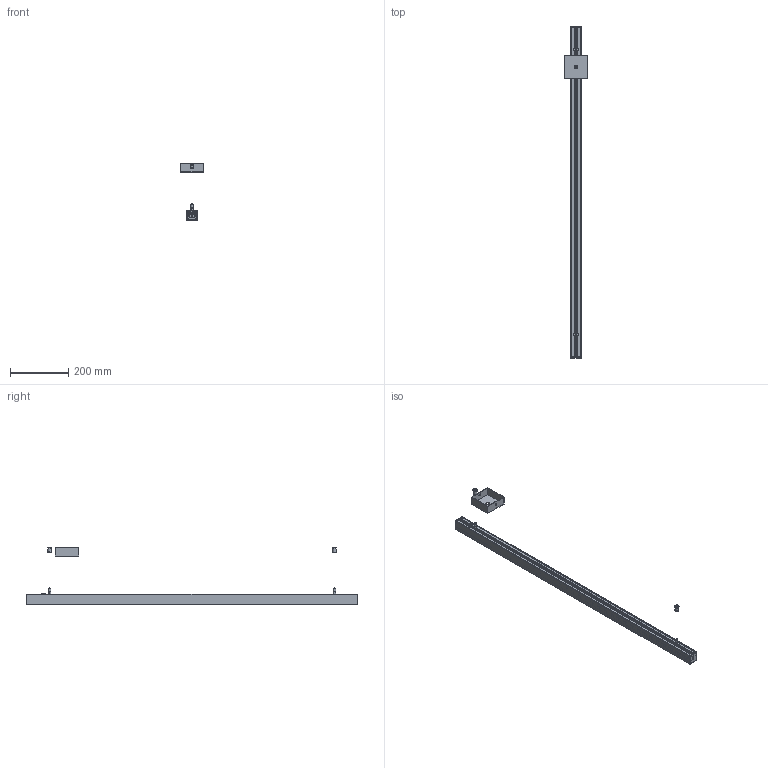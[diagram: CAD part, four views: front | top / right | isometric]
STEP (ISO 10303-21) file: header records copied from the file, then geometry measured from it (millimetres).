
FILE_DESCRIPTION(/* description */ ('This is a sample STEP configuration'),/* implementation_level */ '2;1');
FILE_NAME(/* name */ '577-01203xxxxxxx _Simple.ipt_Rev_00.3.stp',/* time_stamp */ '2022-12-15T14:57:33+01:00',/* author */ ('powerJobs'),/* organization */ ('coolOrange'),/* preprocessor_version */ 'ST-DEVELOPER v18.1',/* originating_system */ 'Autodesk Inventor 2020',/* authorisation */ '');
FILE_SCHEMA (('AUTOMOTIVE_DESIGN { 1 0 10303 214 3 1 1 }'));
Length unit declared in the file: millimetre
Products named in the file (1): ENG000019617
Bounding box: 80 x 1136.6 x 194.85 mm (x, y, z)
Volume: 388453.3 mm3; surface area: 523992.4 mm2
Topology: 12 solids, 14 shells, 633 faces, 1636 edges, 1049 vertices
Faces by surface type: cylinder 277, plane 236, cone 40, bspline 34, torus 30, sphere 16
Full cylindrical faces by diameter (mm): 2 x2, 2.5 x2, 2.95 x2, 3.242 x1, 5 x6, 7 x1, 7.85 x4, 8 x2, 8.5 x1, 8.6 x2, 9.3 x2, 10 x2, 10.3 x2, 12 x2, 13.2 x1, 13.6 x1, 15.85 x2
Entity records: 20965 total; most frequent: CARTESIAN_POINT 4848, DIRECTION 3540, ORIENTED_EDGE 3266, EDGE_CURVE 1633, AXIS2_PLACEMENT_3D 1342, VERTEX_POINT 1050, LINE 856, VECTOR 856
